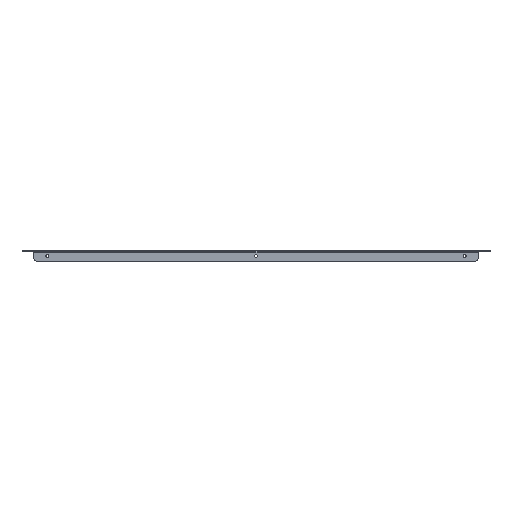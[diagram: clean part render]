
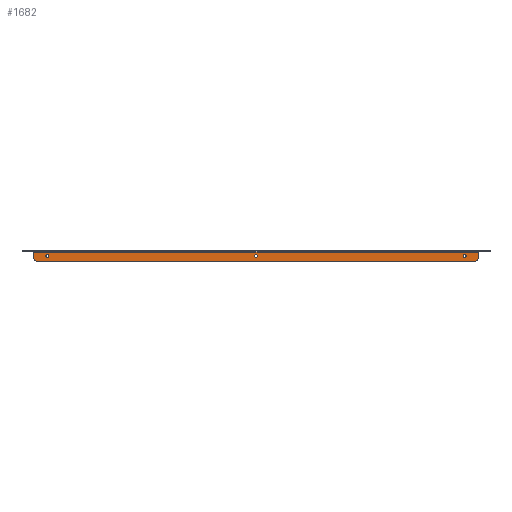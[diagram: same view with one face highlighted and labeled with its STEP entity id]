
A CAD part, front view. The second image highlights one B-rep face of the part: STEP entity #1682.
In plain terms, the highlighted planar face has unit normal (0, -1, 0).
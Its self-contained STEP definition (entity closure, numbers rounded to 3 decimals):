
#41 = DIRECTION ( 'NONE',  ( 0., 1., 0. ) ) ;
#63 = CARTESIAN_POINT ( 'NONE',  ( 321.25, -199.8, -10. ) ) ;
#85 = EDGE_LOOP ( 'NONE', ( #328, #2337, #158, #2233, #1849, #2317 ) ) ;
#112 = CIRCLE ( 'NONE', #341, 2.1 ) ;
#142 = PLANE ( 'NONE',  #601 ) ;
#158 = ORIENTED_EDGE ( 'NONE', *, *, #1154, .T. ) ;
#172 = DIRECTION ( 'NONE',  ( 0., 1., 0. ) ) ;
#192 = VERTEX_POINT ( 'NONE', #2282 ) ;
#204 = CARTESIAN_POINT ( 'NONE',  ( -306.25, -199.8, -5.4 ) ) ;
#218 = CARTESIAN_POINT ( 'NONE',  ( 306.25, -199.8, -5.4 ) ) ;
#328 = ORIENTED_EDGE ( 'NONE', *, *, #613, .T. ) ;
#341 = AXIS2_PLACEMENT_3D ( 'NONE', #1925, #1182, #627 ) ;
#368 = CARTESIAN_POINT ( 'NONE',  ( 0., -199.8, -15. ) ) ;
#383 = CIRCLE ( 'NONE', #715, 5. ) ;
#385 = DIRECTION ( 'NONE',  ( 0., -1., 0. ) ) ;
#404 = CIRCLE ( 'NONE', #684, 2.1 ) ;
#405 = FACE_BOUND ( 'NONE', #981, .T. ) ;
#408 = LINE ( 'NONE', #1904, #535 ) ;
#412 = CARTESIAN_POINT ( 'NONE',  ( 0., -199.8, -5.4 ) ) ;
#453 = CARTESIAN_POINT ( 'NONE',  ( 0., -199.8, -7.5 ) ) ;
#455 = VERTEX_POINT ( 'NONE', #2200 ) ;
#466 = FACE_BOUND ( 'NONE', #1159, .T. ) ;
#535 = VECTOR ( 'NONE', #604, 1000. ) ;
#541 = CARTESIAN_POINT ( 'NONE',  ( 321.25, -199.8, -15. ) ) ;
#553 = CARTESIAN_POINT ( 'NONE',  ( -321.25, -199.8, -10. ) ) ;
#601 = AXIS2_PLACEMENT_3D ( 'NONE', #2367, #172, #1485 ) ;
#604 = DIRECTION ( 'NONE',  ( 0., 0., -1. ) ) ;
#611 = CARTESIAN_POINT ( 'NONE',  ( -321.25, -199.8, -15. ) ) ;
#613 = EDGE_CURVE ( 'NONE', #455, #192, #408, .T. ) ;
#614 = VERTEX_POINT ( 'NONE', #218 ) ;
#617 = LINE ( 'NONE', #1401, #797 ) ;
#627 = DIRECTION ( 'NONE',  ( 0., 0., 1. ) ) ;
#630 = EDGE_CURVE ( 'NONE', #2255, #1415, #2182, .T. ) ;
#653 = DIRECTION ( 'NONE',  ( 0., 0., 1. ) ) ;
#684 = AXIS2_PLACEMENT_3D ( 'NONE', #453, #1756, #653 ) ;
#715 = AXIS2_PLACEMENT_3D ( 'NONE', #63, #2110, #1000 ) ;
#794 = AXIS2_PLACEMENT_3D ( 'NONE', #553, #385, #2234 ) ;
#797 = VECTOR ( 'NONE', #1213, 1000. ) ;
#813 = CARTESIAN_POINT ( 'NONE',  ( 306.25, -199.8, -7.5 ) ) ;
#836 = EDGE_CURVE ( 'NONE', #2417, #2255, #383, .T. ) ;
#860 = LINE ( 'NONE', #368, #2040 ) ;
#879 = VERTEX_POINT ( 'NONE', #204 ) ;
#981 = EDGE_LOOP ( 'NONE', ( #1221 ) ) ;
#1000 = DIRECTION ( 'NONE',  ( 0., 0., 1. ) ) ;
#1128 = EDGE_CURVE ( 'NONE', #192, #1357, #2270, .T. ) ;
#1154 = EDGE_CURVE ( 'NONE', #1357, #2417, #860, .T. ) ;
#1159 = EDGE_LOOP ( 'NONE', ( #1324 ) ) ;
#1170 = DIRECTION ( 'NONE',  ( 0., 0., 1. ) ) ;
#1175 = CIRCLE ( 'NONE', #1442, 2.1 ) ;
#1182 = DIRECTION ( 'NONE',  ( 0., 1., 0. ) ) ;
#1213 = DIRECTION ( 'NONE',  ( 1., 0., 0. ) ) ;
#1221 = ORIENTED_EDGE ( 'NONE', *, *, #1977, .T. ) ;
#1252 = CARTESIAN_POINT ( 'NONE',  ( 326.25, -199.8, -10. ) ) ;
#1324 = ORIENTED_EDGE ( 'NONE', *, *, #2157, .T. ) ;
#1346 = DIRECTION ( 'NONE',  ( 0., 0., 1. ) ) ;
#1357 = VERTEX_POINT ( 'NONE', #611 ) ;
#1358 = CARTESIAN_POINT ( 'NONE',  ( 326.25, -199.8, -0.919 ) ) ;
#1401 = CARTESIAN_POINT ( 'NONE',  ( -328.796, -199.8, -0.919 ) ) ;
#1402 = FACE_OUTER_BOUND ( 'NONE', #85, .T. ) ;
#1415 = VERTEX_POINT ( 'NONE', #1358 ) ;
#1424 = EDGE_LOOP ( 'NONE', ( #1593 ) ) ;
#1442 = AXIS2_PLACEMENT_3D ( 'NONE', #813, #41, #1346 ) ;
#1485 = DIRECTION ( 'NONE',  ( 0., 0., 1. ) ) ;
#1519 = CARTESIAN_POINT ( 'NONE',  ( 326.25, -199.8, 0. ) ) ;
#1576 = FACE_BOUND ( 'NONE', #1424, .T. ) ;
#1593 = ORIENTED_EDGE ( 'NONE', *, *, #1924, .T. ) ;
#1682 = ADVANCED_FACE ( 'NONE', ( #405, #466, #1576, #1402 ), #142, .F. ) ;
#1756 = DIRECTION ( 'NONE',  ( 0., 1., 0. ) ) ;
#1837 = VECTOR ( 'NONE', #1170, 1000. ) ;
#1849 = ORIENTED_EDGE ( 'NONE', *, *, #630, .T. ) ;
#1904 = CARTESIAN_POINT ( 'NONE',  ( -326.25, -199.8, 0. ) ) ;
#1924 = EDGE_CURVE ( 'NONE', #614, #614, #1175, .T. ) ;
#1925 = CARTESIAN_POINT ( 'NONE',  ( -306.25, -199.8, -7.5 ) ) ;
#1974 = VERTEX_POINT ( 'NONE', #412 ) ;
#1977 = EDGE_CURVE ( 'NONE', #879, #879, #112, .T. ) ;
#2040 = VECTOR ( 'NONE', #2047, 1000. ) ;
#2047 = DIRECTION ( 'NONE',  ( 1., 0., 0. ) ) ;
#2110 = DIRECTION ( 'NONE',  ( 0., -1., 0. ) ) ;
#2157 = EDGE_CURVE ( 'NONE', #1974, #1974, #404, .T. ) ;
#2176 = EDGE_CURVE ( 'NONE', #455, #1415, #617, .T. ) ;
#2182 = LINE ( 'NONE', #1519, #1837 ) ;
#2200 = CARTESIAN_POINT ( 'NONE',  ( -326.25, -199.8, -0.919 ) ) ;
#2233 = ORIENTED_EDGE ( 'NONE', *, *, #836, .T. ) ;
#2234 = DIRECTION ( 'NONE',  ( 0., 0., 1. ) ) ;
#2255 = VERTEX_POINT ( 'NONE', #1252 ) ;
#2270 = CIRCLE ( 'NONE', #794, 5. ) ;
#2282 = CARTESIAN_POINT ( 'NONE',  ( -326.25, -199.8, -10. ) ) ;
#2317 = ORIENTED_EDGE ( 'NONE', *, *, #2176, .F. ) ;
#2337 = ORIENTED_EDGE ( 'NONE', *, *, #1128, .T. ) ;
#2367 = CARTESIAN_POINT ( 'NONE',  ( 0., -199.8, 0. ) ) ;
#2417 = VERTEX_POINT ( 'NONE', #541 ) ;
